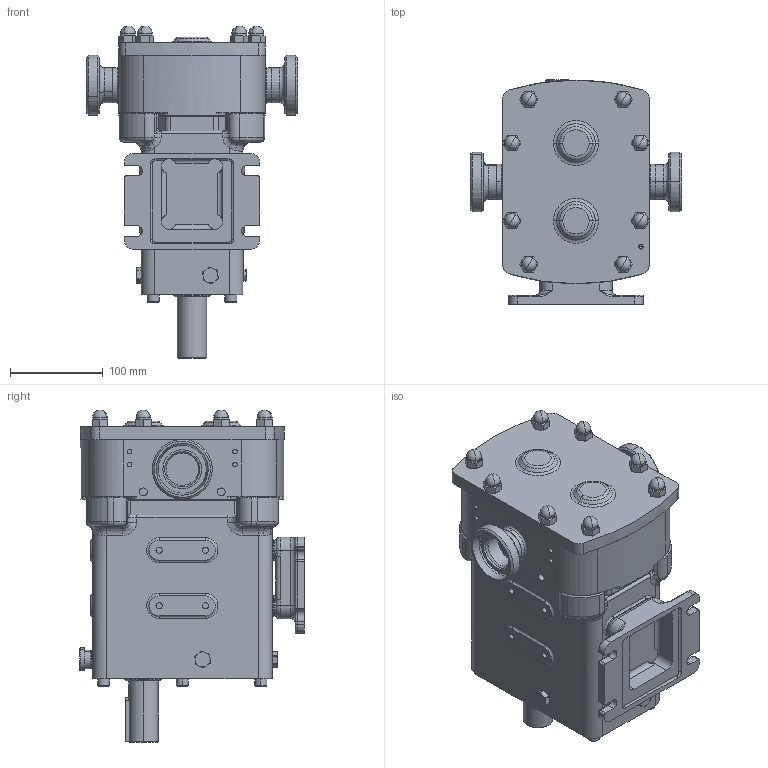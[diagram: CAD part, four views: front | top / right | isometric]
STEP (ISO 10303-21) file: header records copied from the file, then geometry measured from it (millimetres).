
FILE_DESCRIPTION (( 'STEP AP214' ), '1' );
FILE_NAME ('GA3694.STEP', '2024-11-06T20:48:51', ( '' ), ( '' ), 'SwSTEP 2.0', 'SolidWorks 2023', '' );
FILE_SCHEMA (( 'AUTOMOTIVE_DESIGN' ));
Length unit declared in the file: millimetre
Products named in the file (3): Copy of R0300 CPP H TSD^GA3694; Copy of Z94-5031-22 - 1.5 INCH DIN11851^GA3694; GA3694
Assembly tree (3 placements, depth 2):
  GA3694
    Copy of R0300 CPP H TSD^GA3694
    Copy of Z94-5031-22 - 1.5 INCH DIN11851^GA3694  x2
Bounding box: 228 x 243 x 358.7 mm (x, y, z)
Volume: 7005061.3 mm3; surface area: 379172.9 mm2
Topology: 3 solids, 7 shells, 989 faces, 2362 edges, 1406 vertices
Faces by surface type: cylinder 320, plane 308, cone 167, torus 116, bspline 54, sphere 24
Entity records: 30580 total; most frequent: CARTESIAN_POINT 8571, DIRECTION 4812, ORIENTED_EDGE 4472, EDGE_CURVE 2236, AXIS2_PLACEMENT_3D 1963, VERTEX_POINT 1358, CIRCLE 1049, EDGE_LOOP 1046
